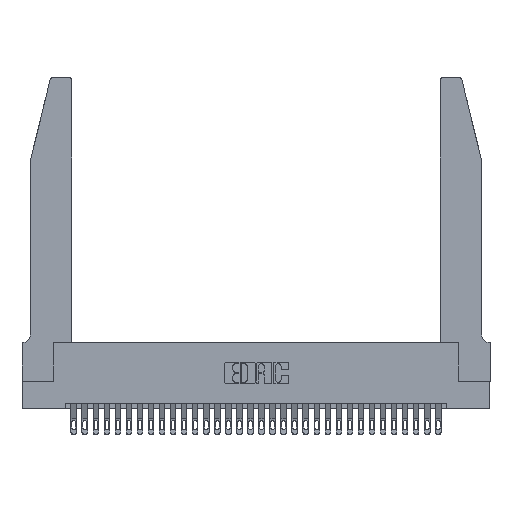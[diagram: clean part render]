
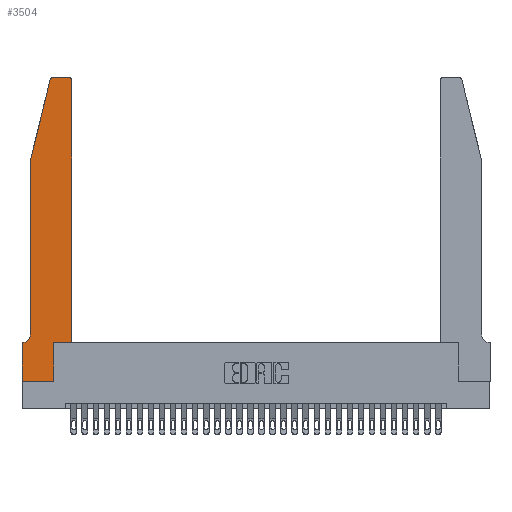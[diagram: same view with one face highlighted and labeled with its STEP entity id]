
A CAD part, top view. The second image highlights one B-rep face of the part: STEP entity #3504.
In plain terms, the highlighted planar face has unit normal (0, 0, 1).
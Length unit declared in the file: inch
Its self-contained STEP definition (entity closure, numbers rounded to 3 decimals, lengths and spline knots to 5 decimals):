
#471 = AXIS2_PLACEMENT_3D ( 'NONE', #24989, #7463, #22537 ) ;
#475 = VECTOR ( 'NONE', #10895, 39.37008 ) ;
#641 = CARTESIAN_POINT ( 'NONE',  ( 0.2865, 0., 0.37 ) ) ;
#681 = EDGE_CURVE ( 'NONE', #8446, #8412, #3365, .T. ) ;
#1025 = CARTESIAN_POINT ( 'NONE',  ( 0.0755, 0.35, 0.37 ) ) ;
#1134 = EDGE_CURVE ( 'NONE', #16610, #25053, #29968, .T. ) ;
#1471 = DIRECTION ( 'NONE',  ( 1., 0., 0. ) ) ;
#1570 = DIRECTION ( 'NONE',  ( 1., 0., 0. ) ) ;
#2094 = EDGE_CURVE ( 'NONE', #6960, #6591, #32486, .T. ) ;
#2212 = DIRECTION ( 'NONE',  ( 0., 0., 1. ) ) ;
#2508 = EDGE_LOOP ( 'NONE', ( #12145, #22372, #18883, #20461, #22573, #8699, #9489, #30522, #25507, #19895, #23508, #9751 ) ) ;
#2724 = VECTOR ( 'NONE', #22108, 39.37008 ) ;
#2849 = VECTOR ( 'NONE', #14814, 39.37008 ) ;
#3365 = LINE ( 'NONE', #11725, #13264 ) ;
#3504 = ADVANCED_FACE ( 'NONE', ( #29238 ), #26452, .T. ) ;
#3912 = LINE ( 'NONE', #25115, #2724 ) ;
#4035 = DIRECTION ( 'NONE',  ( 0., 0., 1. ) ) ;
#4531 = VECTOR ( 'NONE', #16844, 39.37008 ) ;
#4672 = CARTESIAN_POINT ( 'NONE',  ( 0.0755, 0.42, 0.37 ) ) ;
#4830 = VERTEX_POINT ( 'NONE', #32139 ) ;
#5431 = VERTEX_POINT ( 'NONE', #4672 ) ;
#5569 = EDGE_CURVE ( 'NONE', #18409, #29495, #29076, .T. ) ;
#6107 = CARTESIAN_POINT ( 'NONE',  ( 0.2605, 2.75, 0.37 ) ) ;
#6351 = CIRCLE ( 'NONE', #471, 0.07 ) ;
#6591 = VERTEX_POINT ( 'NONE', #14347 ) ;
#6960 = VERTEX_POINT ( 'NONE', #25666 ) ;
#7086 = DIRECTION ( 'NONE',  ( 0., -1., 0. ) ) ;
#7214 = DIRECTION ( 'NONE',  ( 1., 0., 0. ) ) ;
#7463 = DIRECTION ( 'NONE',  ( 0., 0., -1. ) ) ;
#7499 = EDGE_CURVE ( 'NONE', #5431, #4830, #6351, .T. ) ;
#8017 = CARTESIAN_POINT ( 'NONE',  ( 0.0755, 2., 0.37 ) ) ;
#8276 = CARTESIAN_POINT ( 'NONE',  ( 0.2865, 0.35, 0.37 ) ) ;
#8412 = VERTEX_POINT ( 'NONE', #8969 ) ;
#8446 = VERTEX_POINT ( 'NONE', #21360 ) ;
#8699 = ORIENTED_EDGE ( 'NONE', *, *, #26044, .T. ) ;
#8969 = CARTESIAN_POINT ( 'NONE',  ( 0., 0., 0.37 ) ) ;
#9489 = ORIENTED_EDGE ( 'NONE', *, *, #681, .T. ) ;
#9587 = LINE ( 'NONE', #27523, #2849 ) ;
#9624 = AXIS2_PLACEMENT_3D ( 'NONE', #24105, #23994, #1570 ) ;
#9751 = ORIENTED_EDGE ( 'NONE', *, *, #28409, .T. ) ;
#9981 = CARTESIAN_POINT ( 'NONE',  ( 0.4505, 0.35, 0.37 ) ) ;
#10895 = DIRECTION ( 'NONE',  ( -0.239, -0.971, 0. ) ) ;
#11725 = CARTESIAN_POINT ( 'NONE',  ( 0., 0., 0.37 ) ) ;
#11852 = VECTOR ( 'NONE', #7086, 39.37008 ) ;
#12145 = ORIENTED_EDGE ( 'NONE', *, *, #2094, .T. ) ;
#12940 = AXIS2_PLACEMENT_3D ( 'NONE', #32505, #2212, #7214 ) ;
#13264 = VECTOR ( 'NONE', #20229, 39.37008 ) ;
#13788 = CARTESIAN_POINT ( 'NONE',  ( 0., 0.35, 0.37 ) ) ;
#14120 = LINE ( 'NONE', #22071, #26052 ) ;
#14347 = CARTESIAN_POINT ( 'NONE',  ( 0.284, 2.75, 0.37 ) ) ;
#14451 = EDGE_CURVE ( 'NONE', #25053, #19106, #14120, .T. ) ;
#14814 = DIRECTION ( 'NONE',  ( 0., 1., 0. ) ) ;
#15818 = VERTEX_POINT ( 'NONE', #19762 ) ;
#16610 = VERTEX_POINT ( 'NONE', #641 ) ;
#16844 = DIRECTION ( 'NONE',  ( 0., 1., 0. ) ) ;
#17847 = EDGE_CURVE ( 'NONE', #29495, #5431, #20960, .T. ) ;
#18409 = VERTEX_POINT ( 'NONE', #27359 ) ;
#18429 = EDGE_CURVE ( 'NONE', #8412, #16610, #3912, .T. ) ;
#18883 = ORIENTED_EDGE ( 'NONE', *, *, #5569, .T. ) ;
#19106 = VERTEX_POINT ( 'NONE', #9981 ) ;
#19762 = CARTESIAN_POINT ( 'NONE',  ( 0.4505, 2.72, 0.37 ) ) ;
#19895 = ORIENTED_EDGE ( 'NONE', *, *, #14451, .T. ) ;
#20229 = DIRECTION ( 'NONE',  ( 0., -1., 0. ) ) ;
#20461 = ORIENTED_EDGE ( 'NONE', *, *, #17847, .T. ) ;
#20960 = LINE ( 'NONE', #27178, #11852 ) ;
#21167 = DIRECTION ( 'NONE',  ( -1., 0., 0. ) ) ;
#21360 = CARTESIAN_POINT ( 'NONE',  ( 0., 0.35, 0.37 ) ) ;
#21953 = EDGE_CURVE ( 'NONE', #6591, #18409, #29538, .T. ) ;
#22071 = CARTESIAN_POINT ( 'NONE',  ( 0.4505, 0.35, 0.37 ) ) ;
#22088 = CARTESIAN_POINT ( 'NONE',  ( 0.0755, 2., 0.37 ) ) ;
#22108 = DIRECTION ( 'NONE',  ( 1., 0., 0. ) ) ;
#22372 = ORIENTED_EDGE ( 'NONE', *, *, #21953, .T. ) ;
#22537 = DIRECTION ( 'NONE',  ( -1., 0., 0. ) ) ;
#22573 = ORIENTED_EDGE ( 'NONE', *, *, #7499, .T. ) ;
#23508 = ORIENTED_EDGE ( 'NONE', *, *, #30323, .T. ) ;
#23994 = DIRECTION ( 'NONE',  ( 0., 0., 1. ) ) ;
#24105 = CARTESIAN_POINT ( 'NONE',  ( 0.284, 2.72, 0.37 ) ) ;
#24227 = DIRECTION ( 'NONE',  ( 1., 0., 0. ) ) ;
#24714 = AXIS2_PLACEMENT_3D ( 'NONE', #13788, #4035, #24227 ) ;
#24989 = CARTESIAN_POINT ( 'NONE',  ( 0.0055, 0.42, 0.37 ) ) ;
#25053 = VERTEX_POINT ( 'NONE', #8276 ) ;
#25115 = CARTESIAN_POINT ( 'NONE',  ( 0., 0., 0.37 ) ) ;
#25311 = VECTOR ( 'NONE', #21167, 39.37008 ) ;
#25507 = ORIENTED_EDGE ( 'NONE', *, *, #1134, .T. ) ;
#25666 = CARTESIAN_POINT ( 'NONE',  ( 0.4205, 2.75, 0.37 ) ) ;
#26044 = EDGE_CURVE ( 'NONE', #4830, #8446, #32070, .T. ) ;
#26052 = VECTOR ( 'NONE', #1471, 39.37008 ) ;
#26430 = CARTESIAN_POINT ( 'NONE',  ( 0.2865, 0.35, 0.37 ) ) ;
#26452 = PLANE ( 'NONE',  #24714 ) ;
#27178 = CARTESIAN_POINT ( 'NONE',  ( 0.0755, 2., 0.37 ) ) ;
#27359 = CARTESIAN_POINT ( 'NONE',  ( 0.25487, 2.72718, 0.37 ) ) ;
#27523 = CARTESIAN_POINT ( 'NONE',  ( 0.4505, 0.35, 0.37 ) ) ;
#28409 = EDGE_CURVE ( 'NONE', #15818, #6960, #32234, .T. ) ;
#28543 = VECTOR ( 'NONE', #28667, 39.37008 ) ;
#28667 = DIRECTION ( 'NONE',  ( -1., 0., 0. ) ) ;
#29076 = LINE ( 'NONE', #8017, #475 ) ;
#29238 = FACE_OUTER_BOUND ( 'NONE', #2508, .T. ) ;
#29495 = VERTEX_POINT ( 'NONE', #22088 ) ;
#29538 = CIRCLE ( 'NONE', #9624, 0.03 ) ;
#29968 = LINE ( 'NONE', #26430, #4531 ) ;
#30323 = EDGE_CURVE ( 'NONE', #19106, #15818, #9587, .T. ) ;
#30522 = ORIENTED_EDGE ( 'NONE', *, *, #18429, .T. ) ;
#32070 = LINE ( 'NONE', #1025, #25311 ) ;
#32139 = CARTESIAN_POINT ( 'NONE',  ( 0.0055, 0.35, 0.37 ) ) ;
#32234 = CIRCLE ( 'NONE', #12940, 0.03 ) ;
#32486 = LINE ( 'NONE', #6107, #28543 ) ;
#32505 = CARTESIAN_POINT ( 'NONE',  ( 0.4205, 2.72, 0.37 ) ) ;
